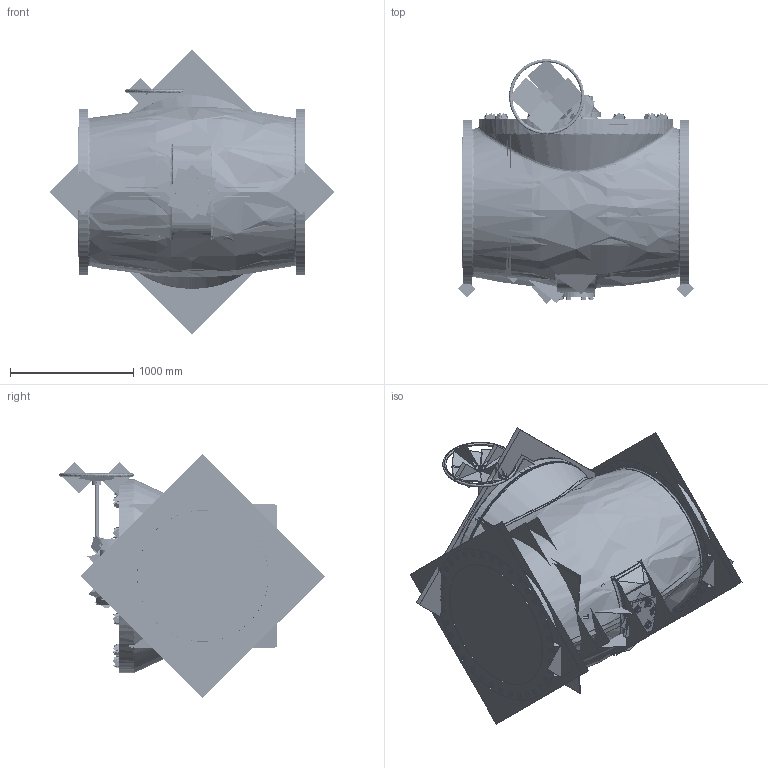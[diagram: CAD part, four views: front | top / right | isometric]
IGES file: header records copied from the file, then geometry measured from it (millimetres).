
Start section:  PTC IGES file: plug_flxfl-42in-handwheel_asm.igs
Global section: file name: plug_flxfl-42in-handwheel_asm.igs; native system: Creo Parametric by Parametric Technology Corporation; preprocessor: 2013050; author: HAPPY; organization: Unknown; date: 20170222.173653; units: inch
Bounding box: 2317.9 x 2156.01 x 2317.9 mm (x, y, z)
Volume: 725914744.7 mm3; surface area: 159952066.1 mm2
Topology: 85 solids, 84 shells, 4898 faces, 23973 edges, 30257 vertices
Faces by surface type: revolution 2532, bspline 2078, extrusion 288
